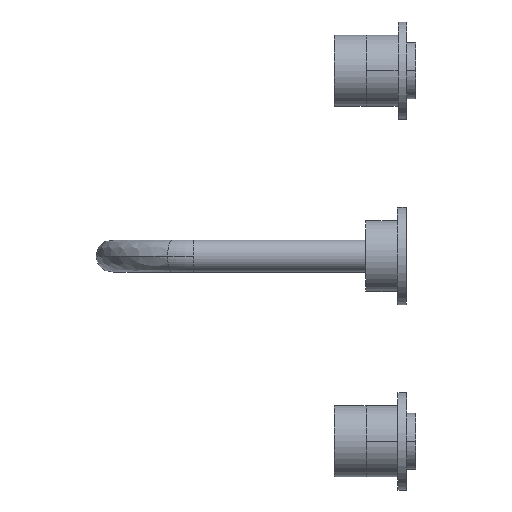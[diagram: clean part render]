
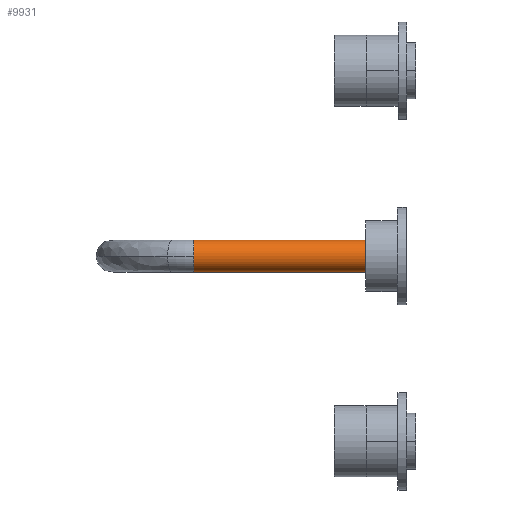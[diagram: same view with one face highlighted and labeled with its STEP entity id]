
A CAD part, left-side view. The second image highlights one B-rep face of the part: STEP entity #9931.
In plain terms, the highlighted cylindrical face has radius 9 mm (diameter 18 mm), a partial arc.
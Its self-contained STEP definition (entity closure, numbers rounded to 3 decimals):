
#152 = DIRECTION ( 'NONE',  ( 1., 0., 0.001 ) ) ;
#715 = EDGE_CURVE ( 'NONE', #6632, #9622, #10474, .T. ) ;
#1046 = EDGE_CURVE ( 'NONE', #13036, #13065, #3095, .T. ) ;
#1113 = LINE ( 'NONE', #9401, #1614 ) ;
#1135 = AXIS2_PLACEMENT_3D ( 'NONE', #6967, #4851, #2727 ) ;
#1301 = VECTOR ( 'NONE', #8139, 1000. ) ;
#1614 = VECTOR ( 'NONE', #4163, 1000. ) ;
#1902 = AXIS2_PLACEMENT_3D ( 'NONE', #3211, #7424, #11510 ) ;
#2444 = EDGE_CURVE ( 'NONE', #9622, #11170, #3314, .T. ) ;
#2554 = AXIS2_PLACEMENT_3D ( 'NONE', #10479, #6598, #152 ) ;
#2691 = CARTESIAN_POINT ( 'NONE',  ( -0.986, 20.575, 63.9 ) ) ;
#2727 = DIRECTION ( 'NONE',  ( 1., 0., 0.001 ) ) ;
#2970 = CARTESIAN_POINT ( 'NONE',  ( -0.986, 118.075, 63.9 ) ) ;
#3095 = CIRCLE ( 'NONE', #1135, 9. ) ;
#3211 = CARTESIAN_POINT ( 'NONE',  ( -0.979, 20.575, 54.9 ) ) ;
#3314 = LINE ( 'NONE', #7025, #1301 ) ;
#4008 = FACE_OUTER_BOUND ( 'NONE', #13245, .T. ) ;
#4159 = CARTESIAN_POINT ( 'NONE',  ( -0.979, 20.575, 54.9 ) ) ;
#4163 = DIRECTION ( 'NONE',  ( 0., 1., 0. ) ) ;
#4309 = CARTESIAN_POINT ( 'NONE',  ( -0.971, 118.075, 45.9 ) ) ;
#4851 = DIRECTION ( 'NONE',  ( 0., 1., 0. ) ) ;
#5385 = ORIENTED_EDGE ( 'NONE', *, *, #715, .T. ) ;
#6147 = CYLINDRICAL_SURFACE ( 'NONE', #7564, 9. ) ;
#6598 = DIRECTION ( 'NONE',  ( 0., 1., 0. ) ) ;
#6632 = VERTEX_POINT ( 'NONE', #10566 ) ;
#6967 = CARTESIAN_POINT ( 'NONE',  ( -0.979, 118.075, 54.9 ) ) ;
#7025 = CARTESIAN_POINT ( 'NONE',  ( -0.986, 20.575, 63.9 ) ) ;
#7381 = DIRECTION ( 'NONE',  ( -0.001, 0., 1. ) ) ;
#7424 = DIRECTION ( 'NONE',  ( 0., 1., 0. ) ) ;
#7540 = ORIENTED_EDGE ( 'NONE', *, *, #1046, .F. ) ;
#7564 = AXIS2_PLACEMENT_3D ( 'NONE', #4159, #13683, #7381 ) ;
#7732 = EDGE_CURVE ( 'NONE', #13065, #11170, #12150, .T. ) ;
#8139 = DIRECTION ( 'NONE',  ( 0., 1., 0. ) ) ;
#9401 = CARTESIAN_POINT ( 'NONE',  ( -0.971, 20.575, 45.9 ) ) ;
#9622 = VERTEX_POINT ( 'NONE', #2691 ) ;
#9931 = ADVANCED_FACE ( 'NONE', ( #4008 ), #6147, .T. ) ;
#10474 = CIRCLE ( 'NONE', #1902, 9. ) ;
#10479 = CARTESIAN_POINT ( 'NONE',  ( -0.979, 118.075, 54.9 ) ) ;
#10566 = CARTESIAN_POINT ( 'NONE',  ( -0.971, 20.575, 45.9 ) ) ;
#10803 = ORIENTED_EDGE ( 'NONE', *, *, #11168, .F. ) ;
#11168 = EDGE_CURVE ( 'NONE', #6632, #13036, #1113, .T. ) ;
#11170 = VERTEX_POINT ( 'NONE', #2970 ) ;
#11510 = DIRECTION ( 'NONE',  ( 1., 0., 0.001 ) ) ;
#12150 = CIRCLE ( 'NONE', #2554, 9. ) ;
#12153 = ORIENTED_EDGE ( 'NONE', *, *, #2444, .T. ) ;
#12894 = CARTESIAN_POINT ( 'NONE',  ( -9.979, 118.075, 54.893 ) ) ;
#13036 = VERTEX_POINT ( 'NONE', #4309 ) ;
#13065 = VERTEX_POINT ( 'NONE', #12894 ) ;
#13230 = ORIENTED_EDGE ( 'NONE', *, *, #7732, .F. ) ;
#13245 = EDGE_LOOP ( 'NONE', ( #10803, #5385, #12153, #13230, #7540 ) ) ;
#13683 = DIRECTION ( 'NONE',  ( 0., 1., 0. ) ) ;
